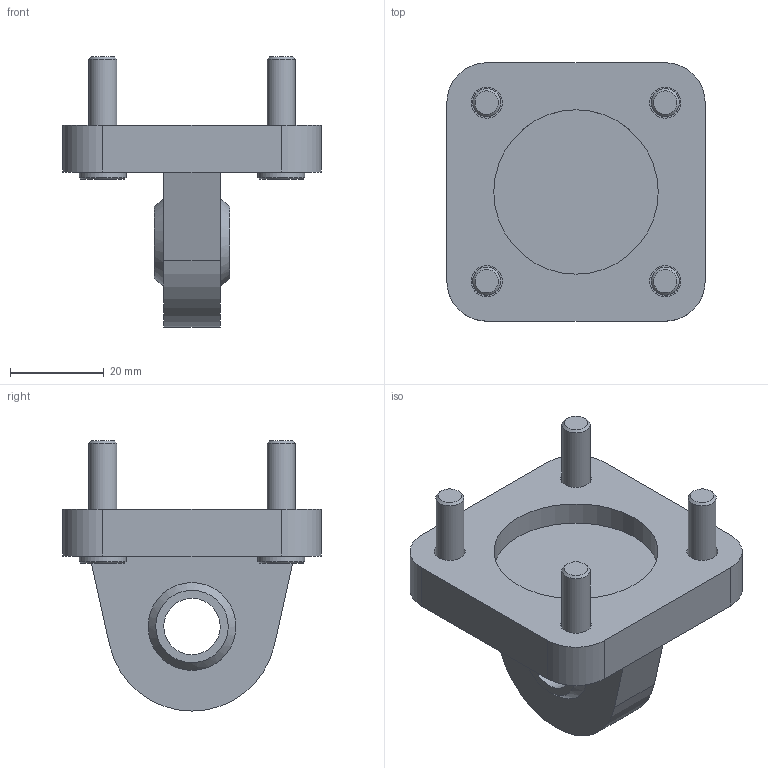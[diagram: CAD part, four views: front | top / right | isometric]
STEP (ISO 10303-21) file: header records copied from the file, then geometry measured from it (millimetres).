
FILE_DESCRIPTION (( 'STEP AP214' ), '1' );
FILE_NAME ('RK-SCR2-P02.STEP', '2025-05-12T17:07:02', ( '' ), ( '' ), 'SwSTEP 2.0', 'SolidWorks 2023', '' );
FILE_SCHEMA (( 'AUTOMOTIVE_DESIGN' ));
Length unit declared in the file: millimetre
Products named in the file (2): 1320.40.25F; RK-SCR2-P02
Assembly tree (1 placements, depth 2):
  RK-SCR2-P02
    1320.40.25F
Bounding box: 55 x 55 x 57.5 mm (x, y, z)
Volume: 38700 mm3; surface area: 17261.8 mm2
Topology: 6 solids, 6 shells, 118 faces, 217 edges, 125 vertices
Faces by surface type: plane 52, cone 36, cylinder 14, bspline 14, sphere 2
Full cylindrical faces by diameter (mm): 6 x4, 10 x4, 12 x1
Entity records: 3517 total; most frequent: CARTESIAN_POINT 862, DIRECTION 462, ORIENTED_EDGE 368, AXIS2_PLACEMENT_3D 194, EDGE_CURVE 184, EDGE_LOOP 176, FACE_OUTER_BOUND 134, VERTEX_POINT 124
